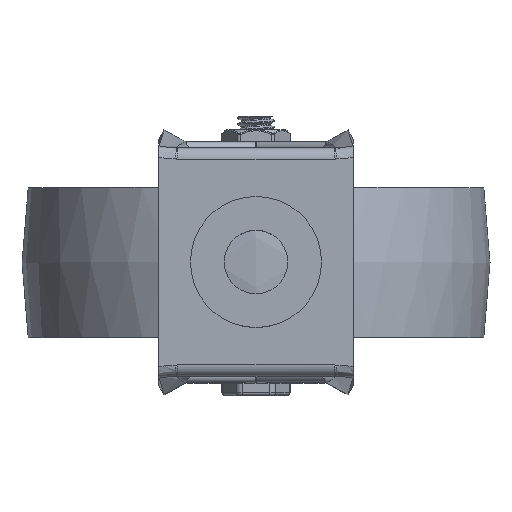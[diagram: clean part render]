
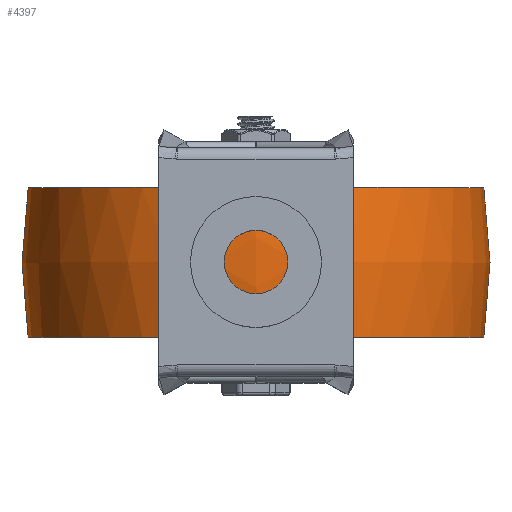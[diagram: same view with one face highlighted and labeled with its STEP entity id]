
A CAD part, top view. The second image highlights one B-rep face of the part: STEP entity #4397.
In plain terms, the highlighted free-form (B-spline) face has degree [2, 2] with [3, 9] control points.
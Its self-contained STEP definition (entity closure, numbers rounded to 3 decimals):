
#17=(
BOUNDED_SURFACE()
B_SPLINE_SURFACE(2,2,((#14200,#14201,#14202,#14203,#14204,#14205,#14206,
#14207,#14208),(#14209,#14210,#14211,#14212,#14213,#14214,#14215,#14216,
#14217),(#14218,#14219,#14220,#14221,#14222,#14223,#14224,#14225,#14226)),
 .UNSPECIFIED.,.F.,.T.,.F.)
B_SPLINE_SURFACE_WITH_KNOTS((3,3),(3,2,2,2,3),(-0.166,0.166),
(-3.142,-1.571,0.,1.571,3.142),
 .UNSPECIFIED.)
GEOMETRIC_REPRESENTATION_ITEM()
RATIONAL_B_SPLINE_SURFACE(((1.,0.707,1.,0.707,1.,
0.707,1.,0.707,1.),(0.986,0.697,
0.986,0.697,0.986,0.697,
0.986,0.697,0.986),(1.,0.707,
1.,0.707,1.,0.707,1.,0.707,1.)))
REPRESENTATION_ITEM('')
SURFACE()
);
#377=FACE_OUTER_BOUND('',#661,.T.);
#661=EDGE_LOOP('',(#3343,#3344,#3345,#3346));
#928=CIRCLE('',#4777,36.5);
#929=CIRCLE('',#4778,72.5);
#930=CIRCLE('',#4779,36.5);
#1906=VERTEX_POINT('',#14227);
#1907=VERTEX_POINT('',#14229);
#2422=EDGE_CURVE('',#1906,#1906,#928,.T.);
#2423=EDGE_CURVE('',#1906,#1907,#929,.T.);
#2424=EDGE_CURVE('',#1907,#1907,#930,.T.);
#3343=ORIENTED_EDGE('',*,*,#2422,.F.);
#3344=ORIENTED_EDGE('',*,*,#2423,.T.);
#3345=ORIENTED_EDGE('',*,*,#2424,.T.);
#3346=ORIENTED_EDGE('',*,*,#2423,.F.);
#4397=ADVANCED_FACE('',(#377),#17,.F.);
#4777=AXIS2_PLACEMENT_3D('',#14228,#5560,#5561);
#4778=AXIS2_PLACEMENT_3D('',#14230,#5562,#5563);
#4779=AXIS2_PLACEMENT_3D('',#14231,#5564,#5565);
#5560=DIRECTION('center_axis',(0.,1.,0.));
#5561=DIRECTION('ref_axis',(-1.,0.,0.));
#5562=DIRECTION('center_axis',(1.,0.,0.));
#5563=DIRECTION('ref_axis',(0.,0.,1.));
#5564=DIRECTION('center_axis',(0.,1.,0.));
#5565=DIRECTION('ref_axis',(-1.,0.,0.));
#14200=CARTESIAN_POINT('Ctrl Pts',(0.,-12.,36.5));
#14201=CARTESIAN_POINT('Ctrl Pts',(36.5,-12.,36.5));
#14202=CARTESIAN_POINT('Ctrl Pts',(36.5,-12.,0.));
#14203=CARTESIAN_POINT('Ctrl Pts',(36.5,-12.,-36.5));
#14204=CARTESIAN_POINT('Ctrl Pts',(0.,-12.,-36.5));
#14205=CARTESIAN_POINT('Ctrl Pts',(-36.5,-12.,
-36.5));
#14206=CARTESIAN_POINT('Ctrl Pts',(-36.5,-12.,
0.));
#14207=CARTESIAN_POINT('Ctrl Pts',(-36.5,-12.,
36.5));
#14208=CARTESIAN_POINT('Ctrl Pts',(0.,-12.,36.5));
#14209=CARTESIAN_POINT('Ctrl Pts',(0.,0.,38.514));
#14210=CARTESIAN_POINT('Ctrl Pts',(38.514,0.,
38.514));
#14211=CARTESIAN_POINT('Ctrl Pts',(38.514,0.,
0.));
#14212=CARTESIAN_POINT('Ctrl Pts',(38.514,0.,
-38.514));
#14213=CARTESIAN_POINT('Ctrl Pts',(0.,0.,-38.514));
#14214=CARTESIAN_POINT('Ctrl Pts',(-38.514,0.,
-38.514));
#14215=CARTESIAN_POINT('Ctrl Pts',(-38.514,0.,
0.));
#14216=CARTESIAN_POINT('Ctrl Pts',(-38.514,0.,
38.514));
#14217=CARTESIAN_POINT('Ctrl Pts',(0.,0.,38.514));
#14218=CARTESIAN_POINT('Ctrl Pts',(0.,12.,36.5));
#14219=CARTESIAN_POINT('Ctrl Pts',(36.5,12.,36.5));
#14220=CARTESIAN_POINT('Ctrl Pts',(36.5,12.,0.));
#14221=CARTESIAN_POINT('Ctrl Pts',(36.5,12.,-36.5));
#14222=CARTESIAN_POINT('Ctrl Pts',(0.,12.,-36.5));
#14223=CARTESIAN_POINT('Ctrl Pts',(-36.5,12.,-36.5));
#14224=CARTESIAN_POINT('Ctrl Pts',(-36.5,12.,0.));
#14225=CARTESIAN_POINT('Ctrl Pts',(-36.5,12.,36.5));
#14226=CARTESIAN_POINT('Ctrl Pts',(0.,12.,36.5));
#14227=CARTESIAN_POINT('',(0.,12.,36.5));
#14228=CARTESIAN_POINT('Origin',(0.,12.,0.));
#14229=CARTESIAN_POINT('',(0.,-12.,36.5));
#14230=CARTESIAN_POINT('Origin',(0.,0.,
-35.));
#14231=CARTESIAN_POINT('Origin',(0.,-12.,0.));
